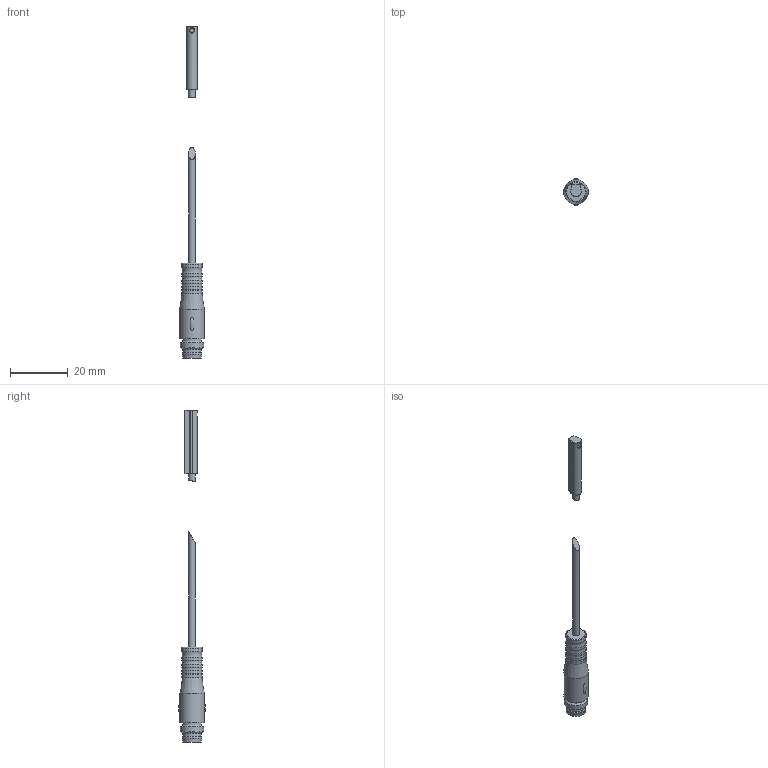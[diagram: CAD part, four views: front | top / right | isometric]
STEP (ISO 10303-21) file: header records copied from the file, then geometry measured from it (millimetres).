
FILE_DESCRIPTION(/* description */ ('STEP AP214'),/* implementation_level */ '2;1');
FILE_NAME(/* name */ '173212_SME-10-SL-LED-24',/* time_stamp */ '2024-09-15T07:42:00+02:00',/* author */ ('License CC BY-ND 4.0'),/* organization */ ('CADENAS'),/* preprocessor_version */ 'ST-DEVELOPER v19.3',/* originating_system */ 'PARTsolutions',/* authorisation */ ' ');
FILE_SCHEMA (('AUTOMOTIVE_DESIGN {1 0 10303 214 3 1 1}'));
Length unit declared in the file: millimetre
Products named in the file (3): 173212 SME-10-SL-LED-24; 173212 SME-10-SL-LED-24---(P); SMx-8M-M8---(2.4_CON)
Assembly tree (2 placements, depth 2):
  173212 SME-10-SL-LED-24
    173212 SME-10-SL-LED-24---(P)
    SMx-8M-M8---(2.4_CON)
Bounding box: 8.5 x 9.3 x 114.7 mm (x, y, z)
Volume: 1836.3 mm3; surface area: 1684.8 mm2
Topology: 2 solids, 2 shells, 69 faces, 135 edges, 86 vertices
Faces by surface type: plane 30, cylinder 25, cone 7, torus 7
Full cylindrical faces by diameter (mm): 1 x3, 1.4 x2, 1.567 x1, 2 x1, 2.4 x2, 5.8 x1, 6.5 x2, 6.9 x1, 7 x5, 8 x1, 8.5 x1
Entity records: 2169 total; most frequent: CARTESIAN_POINT 325, DIRECTION 287, ORIENTED_EDGE 196, AXIS2_PLACEMENT_3D 122, EDGE_LOOP 117, FACE_BOUND 117, EDGE_CURVE 98, VERTEX_POINT 81
